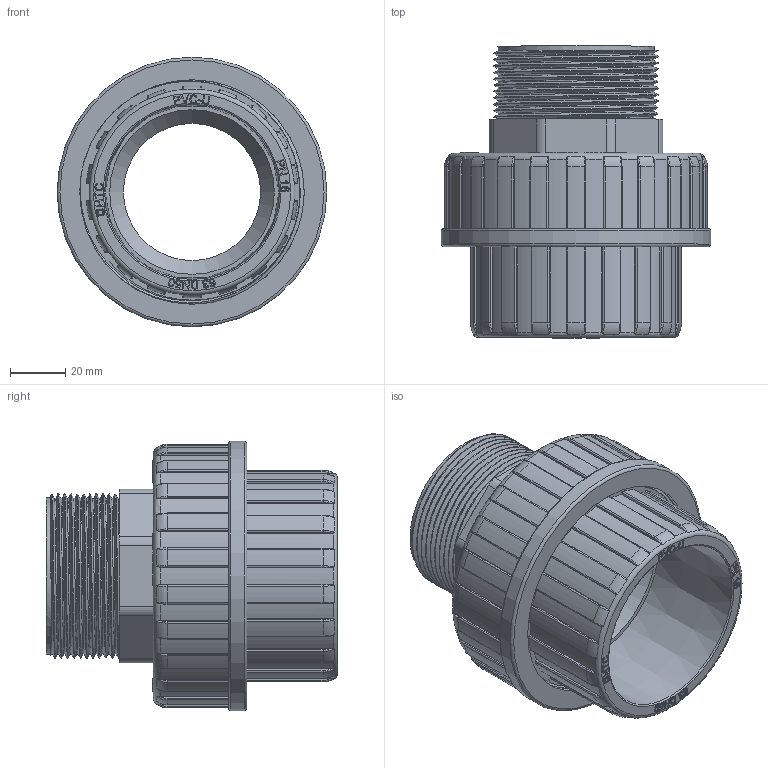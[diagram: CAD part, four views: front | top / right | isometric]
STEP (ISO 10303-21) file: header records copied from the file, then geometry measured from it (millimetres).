
FILE_DESCRIPTION(/* description */ (''),/* implementation_level */ '2;1');
FILE_NAME(/* name */ '63铜制外螺纹.stp',/* time_stamp */ '2025-04-28T10:07:41+08:00',/* author */ (''),/* organization */ (''),/* preprocessor_version */ 'ST-DEVELOPER v16',/* originating_system */ 'SIEMENS PLM Software NX 10.0',/* authorisation */ '');
FILE_SCHEMA (('AUTOMOTIVE_DESIGN { 1 0 10303 214 3 1 1 1 }'));
Products named in the file (1): gelv1FDCC71Dejnw
Bounding box: 97.9 x 105.95 x 97.9 mm (x, y, z)
Volume: 154054.2 mm3; surface area: 91627.9 mm2
Topology: 2 solids, 3 shells, 972 faces, 2642 edges, 1726 vertices
Faces by surface type: plane 369, extrusion 238, cylinder 232, bspline 86, torus 45, cone 2
Full cylindrical faces by diameter (mm): 1.679 x1, 2.168 x1, 3.311 x1, 4.267 x1, 49.8 x1, 51.7 x1, 53 x1, 56.656 x11, 60 x1, 70 x1, 73.2 x1, 74 x1, 78 x1, 78.576 x18, 81.534 x10, 97.9 x1
Entity records: 43280 total; most frequent: CARTESIAN_POINT 22289, ORIENTED_EDGE 4978, DIRECTION 3167, EDGE_CURVE 2489, VERTEX_POINT 1638, B_SPLINE_CURVE_WITH_KNOTS 1467, AXIS2_PLACEMENT_3D 1057, VECTOR 1053
